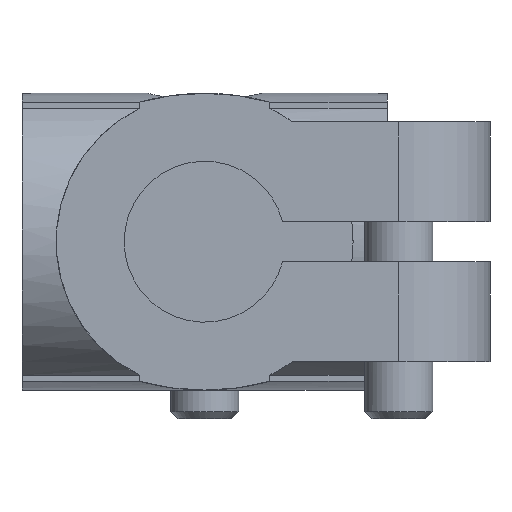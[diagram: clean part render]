
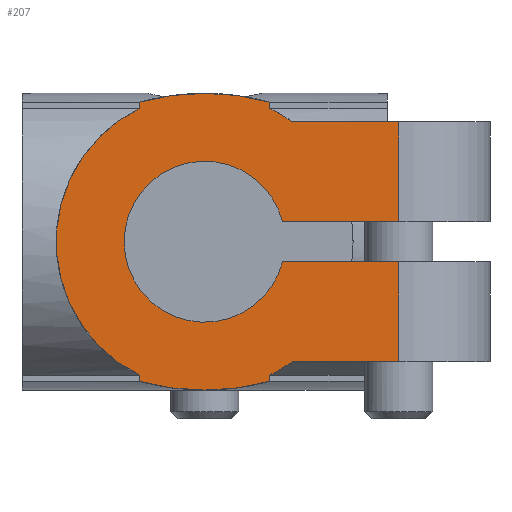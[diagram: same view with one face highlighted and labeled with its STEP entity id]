
A CAD part, front view. The second image highlights one B-rep face of the part: STEP entity #207.
In plain terms, the highlighted planar face has unit normal (0, -1, 0).
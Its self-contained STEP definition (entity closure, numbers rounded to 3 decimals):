
#207 = ADVANCED_FACE( '', ( #581 ), #582, .F. );
#581 = FACE_OUTER_BOUND( '', #1166, .T. );
#582 = PLANE( '', #1167 );
#1166 = EDGE_LOOP( '', ( #1759, #1760, #1761, #1762, #1763, #1764, #1765, #1766, #1767, #1768, #1769, #1770, #1771, #1772, #1773, #1774 ) );
#1167 = AXIS2_PLACEMENT_3D( '', #1775, #1776, #1777 );
#1759 = ORIENTED_EDGE( '', *, *, #3195, .T. );
#1760 = ORIENTED_EDGE( '', *, *, #3196, .T. );
#1761 = ORIENTED_EDGE( '', *, *, #3197, .T. );
#1762 = ORIENTED_EDGE( '', *, *, #3198, .F. );
#1763 = ORIENTED_EDGE( '', *, *, #3199, .F. );
#1764 = ORIENTED_EDGE( '', *, *, #3200, .F. );
#1765 = ORIENTED_EDGE( '', *, *, #3201, .F. );
#1766 = ORIENTED_EDGE( '', *, *, #3202, .F. );
#1767 = ORIENTED_EDGE( '', *, *, #3203, .F. );
#1768 = ORIENTED_EDGE( '', *, *, #3204, .F. );
#1769 = ORIENTED_EDGE( '', *, *, #3205, .F. );
#1770 = ORIENTED_EDGE( '', *, *, #3206, .F. );
#1771 = ORIENTED_EDGE( '', *, *, #3207, .F. );
#1772 = ORIENTED_EDGE( '', *, *, #3208, .F. );
#1773 = ORIENTED_EDGE( '', *, *, #3209, .T. );
#1774 = ORIENTED_EDGE( '', *, *, #3192, .F. );
#1775 = CARTESIAN_POINT( '', ( 0., 0., 0. ) );
#1776 = DIRECTION( '', ( 0., 1., 0. ) );
#1777 = DIRECTION( '', ( 0., 0., 1. ) );
#3192 = EDGE_CURVE( '', #3744, #3746, #3747, .T. );
#3195 = EDGE_CURVE( '', #3744, #3750, #3751, .T. );
#3196 = EDGE_CURVE( '', #3750, #3752, #3753, .T. );
#3197 = EDGE_CURVE( '', #3752, #3754, #3755, .T. );
#3198 = EDGE_CURVE( '', #3756, #3754, #3757, .T. );
#3199 = EDGE_CURVE( '', #3758, #3756, #3759, .T. );
#3200 = EDGE_CURVE( '', #3760, #3758, #3761, .T. );
#3201 = EDGE_CURVE( '', #3762, #3760, #3763, .T. );
#3202 = EDGE_CURVE( '', #3764, #3762, #3765, .T. );
#3203 = EDGE_CURVE( '', #3766, #3764, #3767, .T. );
#3204 = EDGE_CURVE( '', #3768, #3766, #3769, .T. );
#3205 = EDGE_CURVE( '', #3770, #3768, #3771, .T. );
#3206 = EDGE_CURVE( '', #3772, #3770, #3773, .T. );
#3207 = EDGE_CURVE( '', #3774, #3772, #3775, .T. );
#3208 = EDGE_CURVE( '', #3776, #3774, #3777, .T. );
#3209 = EDGE_CURVE( '', #3776, #3746, #3778, .T. );
#3744 = VERTEX_POINT( '', #4547 );
#3746 = VERTEX_POINT( '', #4549 );
#3747 = LINE( '', #4550, #4551 );
#3750 = VERTEX_POINT( '', #4554 );
#3751 = LINE( '', #4555, #4556 );
#3752 = VERTEX_POINT( '', #4557 );
#3753 = CIRCLE( '', #4558, 7.05 );
#3754 = VERTEX_POINT( '', #4559 );
#3755 = LINE( '', #4560, #4561 );
#3756 = VERTEX_POINT( '', #4562 );
#3757 = LINE( '', #4563, #4564 );
#3758 = VERTEX_POINT( '', #4565 );
#3759 = LINE( '', #4566, #4567 );
#3760 = VERTEX_POINT( '', #4568 );
#3761 = CIRCLE( '', #4569, 13. );
#3762 = VERTEX_POINT( '', #4570 );
#3763 = LINE( '', #4571, #4572 );
#3764 = VERTEX_POINT( '', #4573 );
#3765 = CIRCLE( '', #4574, 21.5 );
#3766 = VERTEX_POINT( '', #4575 );
#3767 = LINE( '', #4576, #4577 );
#3768 = VERTEX_POINT( '', #4578 );
#3769 = CIRCLE( '', #4579, 13. );
#3770 = VERTEX_POINT( '', #4580 );
#3771 = LINE( '', #4581, #4582 );
#3772 = VERTEX_POINT( '', #4583 );
#3773 = CIRCLE( '', #4584, 21.5 );
#3774 = VERTEX_POINT( '', #4585 );
#3775 = LINE( '', #4586, #4587 );
#3776 = VERTEX_POINT( '', #4588 );
#3777 = CIRCLE( '', #4589, 13. );
#3778 = LINE( '', #4590, #4591 );
#4547 = CARTESIAN_POINT( '', ( 17., 0., -1.75 ) );
#4549 = CARTESIAN_POINT( '', ( 17., 0., -10.5 ) );
#4550 = CARTESIAN_POINT( '', ( 17., 0., 10.5 ) );
#4551 = VECTOR( '', #5788, 1000. );
#4554 = CARTESIAN_POINT( '', ( 6.829, 0., -1.75 ) );
#4555 = CARTESIAN_POINT( '', ( 25., 0., -1.75 ) );
#4556 = VECTOR( '', #5792, 1000. );
#4557 = CARTESIAN_POINT( '', ( 6.829, 0., 1.75 ) );
#4558 = AXIS2_PLACEMENT_3D( '', #5793, #5794, #5795 );
#4559 = CARTESIAN_POINT( '', ( 17., 0., 1.75 ) );
#4560 = CARTESIAN_POINT( '', ( 6.829, 0., 1.75 ) );
#4561 = VECTOR( '', #5796, 1000. );
#4562 = CARTESIAN_POINT( '', ( 17., 0., 10.5 ) );
#4563 = CARTESIAN_POINT( '', ( 17., 0., 10.5 ) );
#4564 = VECTOR( '', #5797, 1000. );
#4565 = CARTESIAN_POINT( '', ( 7.665, 0., 10.5 ) );
#4566 = CARTESIAN_POINT( '', ( 0., 0., 10.5 ) );
#4567 = VECTOR( '', #5798, 1000. );
#4568 = CARTESIAN_POINT( '', ( 5.7, 0., 11.684 ) );
#4569 = AXIS2_PLACEMENT_3D( '', #5799, #5800, #5801 );
#4570 = CARTESIAN_POINT( '', ( 5.7, 0., 12.231 ) );
#4571 = CARTESIAN_POINT( '', ( 5.7, 0., 12.231 ) );
#4572 = VECTOR( '', #5802, 1000. );
#4573 = CARTESIAN_POINT( '', ( -5.7, 0., 12.231 ) );
#4574 = AXIS2_PLACEMENT_3D( '', #5803, #5804, #5805 );
#4575 = CARTESIAN_POINT( '', ( -5.7, 0., 11.684 ) );
#4576 = CARTESIAN_POINT( '', ( -5.7, 0., -12.231 ) );
#4577 = VECTOR( '', #5806, 1000. );
#4578 = CARTESIAN_POINT( '', ( -5.7, 0., -11.684 ) );
#4579 = AXIS2_PLACEMENT_3D( '', #5807, #5808, #5809 );
#4580 = CARTESIAN_POINT( '', ( -5.7, 0., -12.231 ) );
#4581 = CARTESIAN_POINT( '', ( -5.7, 0., -12.231 ) );
#4582 = VECTOR( '', #5810, 1000. );
#4583 = CARTESIAN_POINT( '', ( 5.7, 0., -12.231 ) );
#4584 = AXIS2_PLACEMENT_3D( '', #5811, #5812, #5813 );
#4585 = CARTESIAN_POINT( '', ( 5.7, 0., -11.684 ) );
#4586 = CARTESIAN_POINT( '', ( 5.7, 0., 12.231 ) );
#4587 = VECTOR( '', #5814, 1000. );
#4588 = CARTESIAN_POINT( '', ( 7.665, 0., -10.5 ) );
#4589 = AXIS2_PLACEMENT_3D( '', #5815, #5816, #5817 );
#4590 = CARTESIAN_POINT( '', ( 0., 0., -10.5 ) );
#4591 = VECTOR( '', #5818, 1000. );
#5788 = DIRECTION( '', ( 0., 0., -1. ) );
#5792 = DIRECTION( '', ( -1., 0., 0. ) );
#5793 = CARTESIAN_POINT( '', ( 0., 0., 0. ) );
#5794 = DIRECTION( '', ( 0., 1., 0. ) );
#5795 = DIRECTION( '', ( 1., 0., 0. ) );
#5796 = DIRECTION( '', ( 1., 0., 0. ) );
#5797 = DIRECTION( '', ( 0., 0., -1. ) );
#5798 = DIRECTION( '', ( 1., 0., 0. ) );
#5799 = CARTESIAN_POINT( '', ( 0., 0., 0. ) );
#5800 = DIRECTION( '', ( 0., 1., 0. ) );
#5801 = DIRECTION( '', ( 1., 0., 0. ) );
#5802 = DIRECTION( '', ( 0., 0., -1. ) );
#5803 = CARTESIAN_POINT( '', ( 0., 0., -8.5 ) );
#5804 = DIRECTION( '', ( 0., 1., 0. ) );
#5805 = DIRECTION( '', ( 1., 0., 0. ) );
#5806 = DIRECTION( '', ( 0., 0., 1. ) );
#5807 = CARTESIAN_POINT( '', ( 0., 0., 0. ) );
#5808 = DIRECTION( '', ( 0., 1., 0. ) );
#5809 = DIRECTION( '', ( 1., 0., 0. ) );
#5810 = DIRECTION( '', ( 0., 0., 1. ) );
#5811 = CARTESIAN_POINT( '', ( 0., 0., 8.5 ) );
#5812 = DIRECTION( '', ( 0., 1., 0. ) );
#5813 = DIRECTION( '', ( 1., 0., 0. ) );
#5814 = DIRECTION( '', ( 0., 0., -1. ) );
#5815 = CARTESIAN_POINT( '', ( 0., 0., 0. ) );
#5816 = DIRECTION( '', ( 0., 1., 0. ) );
#5817 = DIRECTION( '', ( 1., 0., 0. ) );
#5818 = DIRECTION( '', ( 1., 0., 0. ) );
